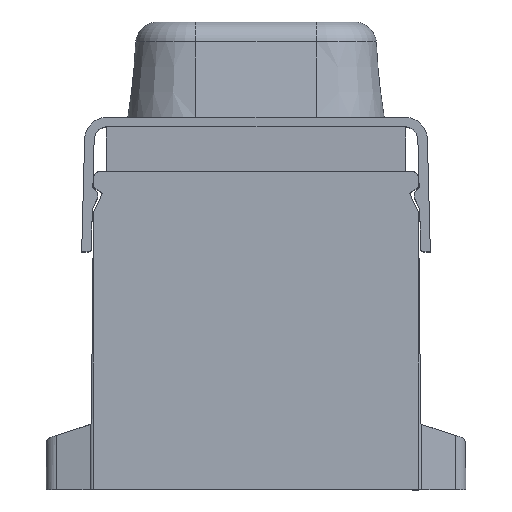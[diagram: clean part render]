
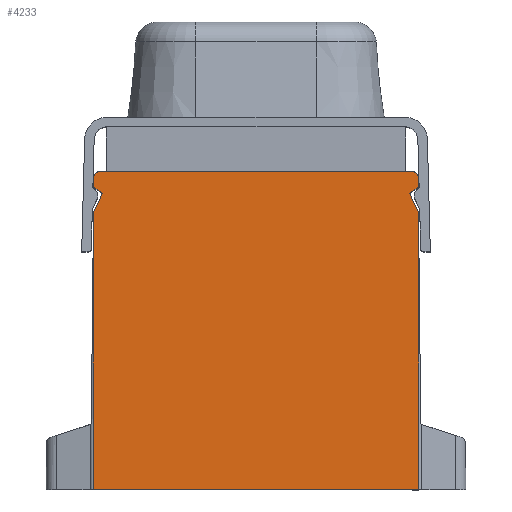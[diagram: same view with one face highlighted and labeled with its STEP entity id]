
A CAD part, top view. The second image highlights one B-rep face of the part: STEP entity #4233.
In plain terms, the highlighted planar face has unit normal (0, 0, 1).
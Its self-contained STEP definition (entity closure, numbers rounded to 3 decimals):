
#190=DIRECTION('',(-1.,0.,0.));
#191=VECTOR('',#190,48.974);
#192=CARTESIAN_POINT('',(24.487,14.5,22.));
#193=LINE('',#192,#191);
#429=DIRECTION('',(0.,1.,0.));
#430=VECTOR('',#429,37.4);
#431=CARTESIAN_POINT('',(25.6,-35.5,22.));
#432=LINE('',#431,#430);
#433=DIRECTION('',(1.,0.,0.));
#434=VECTOR('',#433,51.2);
#435=CARTESIAN_POINT('',(-25.6,-35.5,22.));
#436=LINE('',#435,#434);
#437=DIRECTION('',(0.,-1.,0.));
#438=VECTOR('',#437,37.4);
#439=CARTESIAN_POINT('',(-25.606,1.9,22.));
#440=LINE('',#439,#438);
#441=DIRECTION('',(-0.01,-1.,0.));
#442=VECTOR('',#441,6.158);
#443=CARTESIAN_POINT('',(-25.544,8.058,22.));
#444=LINE('',#443,#442);
#445=DIRECTION('',(-0.423,-0.906,0.));
#446=VECTOR('',#445,3.135);
#447=CARTESIAN_POINT('',(-24.219,10.899,22.));
#448=LINE('',#447,#446);
#449=CARTESIAN_POINT('',(-24.4,10.984,22.));
#450=DIRECTION('',(0.,0.,-1.));
#451=DIRECTION('',(0.574,0.819,0.));
#452=AXIS2_PLACEMENT_3D('',#449,#450,#451);
#454=DIRECTION('',(0.819,-0.574,0.));
#455=VECTOR('',#454,1.275);
#456=CARTESIAN_POINT('',(-25.33,11.879,22.));
#457=LINE('',#456,#455);
#458=CARTESIAN_POINT('',(-25.1,12.207,22.));
#459=DIRECTION('',(0.,0.,1.));
#460=DIRECTION('',(-1.,0.01,0.));
#461=AXIS2_PLACEMENT_3D('',#458,#459,#460);
#463=DIRECTION('',(-0.01,-1.,0.));
#464=VECTOR('',#463,1.3);
#465=CARTESIAN_POINT('',(-25.487,13.511,22.));
#466=LINE('',#465,#464);
#467=CARTESIAN_POINT('',(-24.487,13.5,22.));
#468=DIRECTION('',(0.,0.,1.));
#469=DIRECTION('',(0.,1.,0.));
#470=AXIS2_PLACEMENT_3D('',#467,#468,#469);
#472=CARTESIAN_POINT('',(24.487,13.5,22.));
#473=DIRECTION('',(0.,0.,1.));
#474=DIRECTION('',(1.,0.011,0.));
#475=AXIS2_PLACEMENT_3D('',#472,#473,#474);
#477=DIRECTION('',(-0.01,1.,0.));
#478=VECTOR('',#477,1.3);
#479=CARTESIAN_POINT('',(25.5,12.211,22.));
#480=LINE('',#479,#478);
#481=CARTESIAN_POINT('',(25.1,12.207,22.));
#482=DIRECTION('',(0.,0.,1.));
#483=DIRECTION('',(0.574,-0.819,0.));
#484=AXIS2_PLACEMENT_3D('',#481,#482,#483);
#486=DIRECTION('',(0.819,0.574,0.));
#487=VECTOR('',#486,1.275);
#488=CARTESIAN_POINT('',(24.285,11.148,22.));
#489=LINE('',#488,#487);
#490=CARTESIAN_POINT('',(24.4,10.984,22.));
#491=DIRECTION('',(0.,0.,-1.));
#492=DIRECTION('',(-0.906,-0.423,0.));
#493=AXIS2_PLACEMENT_3D('',#490,#491,#492);
#495=DIRECTION('',(-0.423,0.906,0.));
#496=VECTOR('',#495,3.135);
#497=CARTESIAN_POINT('',(25.544,8.058,22.));
#498=LINE('',#497,#496);
#499=DIRECTION('',(-0.01,1.,0.));
#500=VECTOR('',#499,6.158);
#501=CARTESIAN_POINT('',(25.606,1.9,22.));
#502=LINE('',#501,#500);
#3011=CARTESIAN_POINT('',(25.544,8.058,22.));
#3012=CARTESIAN_POINT('',(24.219,10.899,22.));
#3013=VERTEX_POINT('',#3011);
#3014=VERTEX_POINT('',#3012);
#3015=CARTESIAN_POINT('',(24.285,11.148,22.));
#3016=VERTEX_POINT('',#3015);
#3017=CARTESIAN_POINT('',(25.33,11.879,22.));
#3018=VERTEX_POINT('',#3017);
#3019=CARTESIAN_POINT('',(25.5,12.211,22.));
#3020=VERTEX_POINT('',#3019);
#3021=CARTESIAN_POINT('',(25.487,13.511,22.));
#3022=VERTEX_POINT('',#3021);
#3023=CARTESIAN_POINT('',(24.487,14.5,22.));
#3024=VERTEX_POINT('',#3023);
#3025=CARTESIAN_POINT('',(-24.487,14.5,22.));
#3026=CARTESIAN_POINT('',(-25.487,13.511,22.));
#3027=VERTEX_POINT('',#3025);
#3028=VERTEX_POINT('',#3026);
#3029=CARTESIAN_POINT('',(-25.5,12.211,22.));
#3030=VERTEX_POINT('',#3029);
#3031=CARTESIAN_POINT('',(-25.33,11.879,22.));
#3032=VERTEX_POINT('',#3031);
#3033=CARTESIAN_POINT('',(-24.285,11.148,22.));
#3034=VERTEX_POINT('',#3033);
#3035=CARTESIAN_POINT('',(-24.219,10.899,22.));
#3036=VERTEX_POINT('',#3035);
#3037=CARTESIAN_POINT('',(-25.544,8.058,22.));
#3038=VERTEX_POINT('',#3037);
#3632=CARTESIAN_POINT('',(25.6,-35.5,22.));
#3633=CARTESIAN_POINT('',(25.606,1.9,22.));
#3634=VERTEX_POINT('',#3632);
#3635=VERTEX_POINT('',#3633);
#3636=CARTESIAN_POINT('',(-25.606,1.9,22.));
#3637=CARTESIAN_POINT('',(-25.6,-35.5,
22.));
#3638=VERTEX_POINT('',#3636);
#3639=VERTEX_POINT('',#3637);
#4194=CARTESIAN_POINT('',(0.,0.,22.));
#4195=DIRECTION('',(0.,0.,1.));
#4196=DIRECTION('',(1.,0.,0.));
#4197=AXIS2_PLACEMENT_3D('',#4194,#4195,#4196);
#4198=PLANE('',#4197);
#4200=ORIENTED_EDGE('',*,*,#4199,.F.);
#4202=ORIENTED_EDGE('',*,*,#4201,.F.);
#4204=ORIENTED_EDGE('',*,*,#4203,.F.);
#4206=ORIENTED_EDGE('',*,*,#4205,.F.);
#4208=ORIENTED_EDGE('',*,*,#4207,.F.);
#4210=ORIENTED_EDGE('',*,*,#4209,.F.);
#4212=ORIENTED_EDGE('',*,*,#4211,.F.);
#4214=ORIENTED_EDGE('',*,*,#4213,.F.);
#4216=ORIENTED_EDGE('',*,*,#4215,.F.);
#4217=ORIENTED_EDGE('',*,*,#4004,.F.);
#4218=ORIENTED_EDGE('',*,*,#3898,.F.);
#4220=ORIENTED_EDGE('',*,*,#4219,.F.);
#4222=ORIENTED_EDGE('',*,*,#4221,.F.);
#4224=ORIENTED_EDGE('',*,*,#4223,.F.);
#4226=ORIENTED_EDGE('',*,*,#4225,.F.);
#4228=ORIENTED_EDGE('',*,*,#4227,.F.);
#4229=ORIENTED_EDGE('',*,*,#4173,.F.);
#4230=ORIENTED_EDGE('',*,*,#4091,.F.);
#4231=EDGE_LOOP('',(#4200,#4202,#4204,#4206,#4208,#4210,#4212,#4214,#4216,#4217,
#4218,#4220,#4222,#4224,#4226,#4228,#4229,#4230));
#4232=FACE_OUTER_BOUND('',#4231,.F.);
#453=CIRCLE('',#452,0.2);
#462=CIRCLE('',#461,0.4);
#471=CIRCLE('',#470,1.);
#476=CIRCLE('',#475,1.);
#485=CIRCLE('',#484,0.4);
#494=CIRCLE('',#493,0.2);
#3898=EDGE_CURVE('',#3024,#3027,#193,.T.);
#4004=EDGE_CURVE('',#3027,#3028,#471,.T.);
#4091=EDGE_CURVE('',#3635,#3013,#502,.T.);
#4173=EDGE_CURVE('',#3013,#3014,#498,.T.);
#4199=EDGE_CURVE('',#3634,#3635,#432,.T.);
#4201=EDGE_CURVE('',#3639,#3634,#436,.T.);
#4203=EDGE_CURVE('',#3638,#3639,#440,.T.);
#4205=EDGE_CURVE('',#3038,#3638,#444,.T.);
#4207=EDGE_CURVE('',#3036,#3038,#448,.T.);
#4209=EDGE_CURVE('',#3034,#3036,#453,.T.);
#4211=EDGE_CURVE('',#3032,#3034,#457,.T.);
#4213=EDGE_CURVE('',#3030,#3032,#462,.T.);
#4215=EDGE_CURVE('',#3028,#3030,#466,.T.);
#4219=EDGE_CURVE('',#3022,#3024,#476,.T.);
#4221=EDGE_CURVE('',#3020,#3022,#480,.T.);
#4223=EDGE_CURVE('',#3018,#3020,#485,.T.);
#4225=EDGE_CURVE('',#3016,#3018,#489,.T.);
#4227=EDGE_CURVE('',#3014,#3016,#494,.T.);
#4233=ADVANCED_FACE('',(#4232),#4198,.T.);
